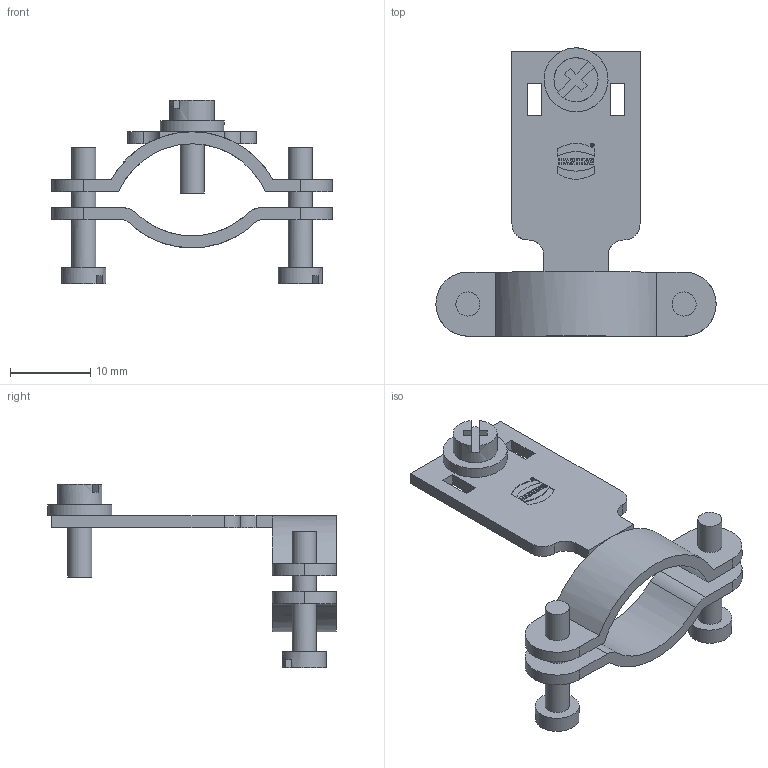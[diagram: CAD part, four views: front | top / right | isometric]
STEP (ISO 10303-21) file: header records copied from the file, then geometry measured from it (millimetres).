
FILE_DESCRIPTION(( 'HARTING HARTING HARTING HARTING HARTING HARTING HARTING HARTING HARTING', 'This Document is valid for Parts No. 09 00 000 5340'),'2;1');
FILE_NAME('MD_09000005340_R25449.stp', '2004-02-17T14:57:10',('ITIS-3'),('HARTING KGaA, D-32339 Espelkamp'), 'I-DEAS Master Series 9','HP-UNIX','Yes');
FILE_SCHEMA(('AUTOMOTIVE_DESIGN { 1 0 10303 214 0 1 1 1 }'));
Length unit declared in the file: millimetre
Products named in the file (1): Zugentlastungsschelle gerade
Bounding box: 35 x 36 x 22.95 mm (x, y, z)
Volume: 1889.3 mm3; surface area: 2863.1 mm2
Topology: 1 solids, 1 shells, 336 faces, 921 edges, 612 vertices
Faces by surface type: bspline 336
Entity records: 10850 total; most frequent: CARTESIAN_POINT 4201, ORIENTED_EDGE 1842, EDGE_CURVE 921, VERTEX_POINT 612, OVER_RIDING_STYLED_ITEM 556, QUASI_UNIFORM_CURVE 526, STYLED_ITEM 462, EDGE_LOOP 367
